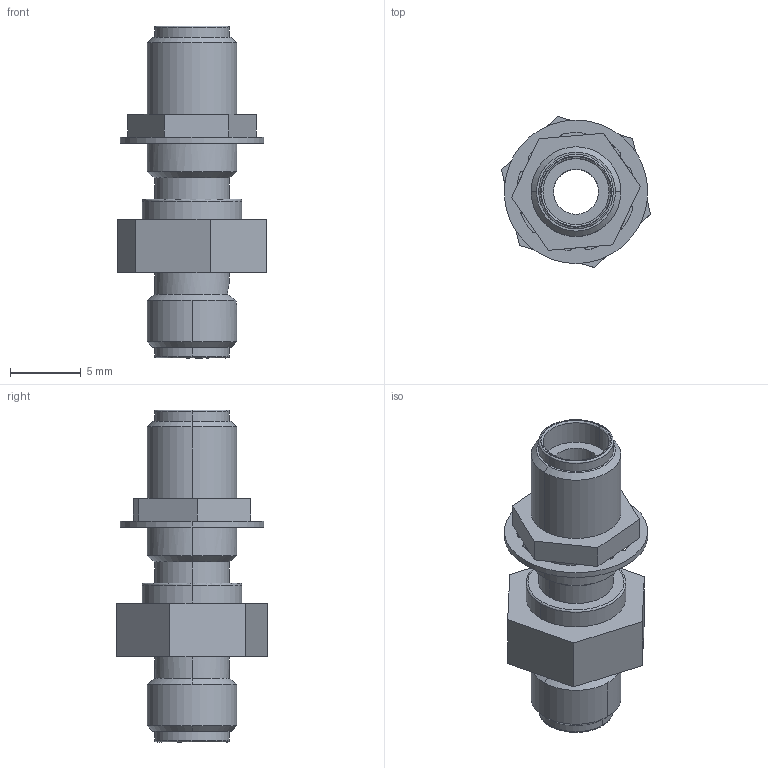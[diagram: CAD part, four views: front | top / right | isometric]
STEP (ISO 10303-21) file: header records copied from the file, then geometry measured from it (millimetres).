
FILE_DESCRIPTION (( 'STEP AP203' ), '1' );
FILE_NAME ('111115.STEP', '2018-02-01T17:39:58', ( '' ), ( '' ), 'SwSTEP 2.0', 'SolidWorks 2012', '' );
FILE_SCHEMA (( 'CONFIG_CONTROL_DESIGN' ));
Length unit declared in the file: centimetre
Products named in the file (1): 111115
Bounding box: 10.54 x 10.7 x 23.5 mm (x, y, z)
Volume: 707.1 mm3; surface area: 1047.2 mm2
Topology: 1 solids, 1 shells, 149 faces, 437 edges, 280 vertices
Faces by surface type: cylinder 80, plane 51, bspline 10, cone 8
Entity records: 5430 total; most frequent: CARTESIAN_POINT 1245, DIRECTION 913, ORIENTED_EDGE 874, EDGE_CURVE 437, AXIS2_PLACEMENT_3D 354, VERTEX_POINT 280, CIRCLE 214, LINE 205
